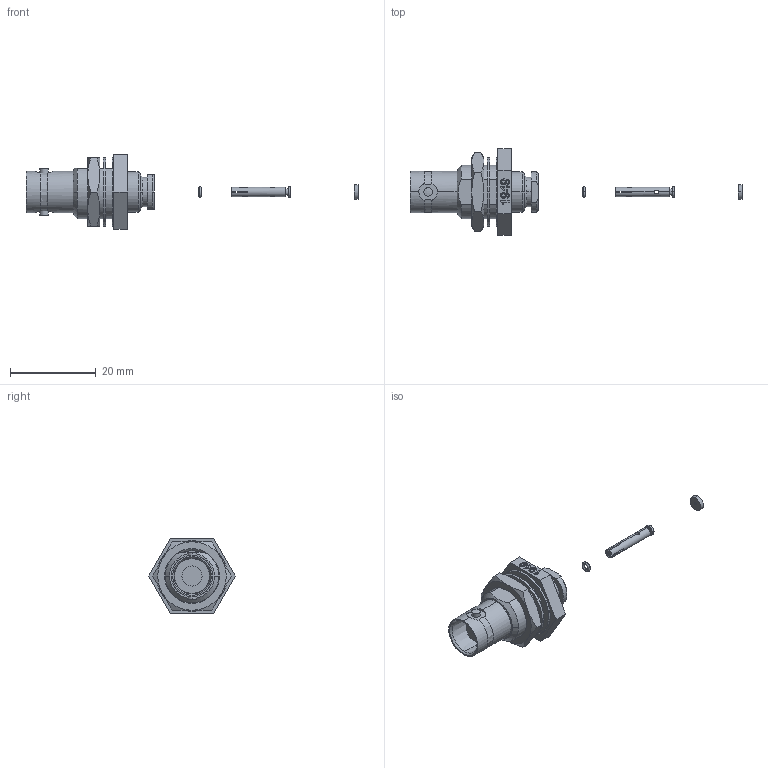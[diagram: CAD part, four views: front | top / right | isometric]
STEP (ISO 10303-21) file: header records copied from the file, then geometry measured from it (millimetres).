
FILE_DESCRIPTION (( 'STEP AP214' ), '1' );
FILE_NAME ('FMCN1949_3D.step', '2025-08-21T21:43:27', ( '' ), ( '' ), 'SwSTEP 2.0', 'SolidWorks 2022', '' );
FILE_SCHEMA (( 'AUTOMOTIVE_DESIGN' ));
Length unit declared in the file: inch
Products named in the file (8): Copy of BNC8105-7_1^FMCN1949; Copy of BNC8105-6_1^FMCN1949; Copy of BNC8105-5_1^FMCN1949; FMCN1949_3D; Copy of Part49^FMCN1949; Copy of BNC8205-0316-HS_1^FMCN1949; Copy of Part47^FMCN1949; Copy of Part48^FMCN1949
Assembly tree (7 placements, depth 2):
  FMCN1949_3D
    Copy of BNC8205-0316-HS_1^FMCN1949
    Copy of BNC8105-5_1^FMCN1949
    Copy of BNC8105-6_1^FMCN1949
    Copy of BNC8105-7_1^FMCN1949
    Copy of Part49^FMCN1949
    Copy of Part48^FMCN1949
    Copy of Part47^FMCN1949
Bounding box: 77.59 x 20.21 x 17.5 mm (x, y, z)
Volume: 3183 mm3; surface area: 3140.9 mm2
Topology: 7 solids, 7 shells, 267 faces, 675 edges, 436 vertices
Faces by surface type: plane 116, cylinder 86, bspline 44, cone 17, torus 4
Entity records: 10488 total; most frequent: CARTESIAN_POINT 3865, ORIENTED_EDGE 1350, DIRECTION 1238, EDGE_CURVE 675, AXIS2_PLACEMENT_3D 451, VERTEX_POINT 436, VECTOR 336, LINE 336
